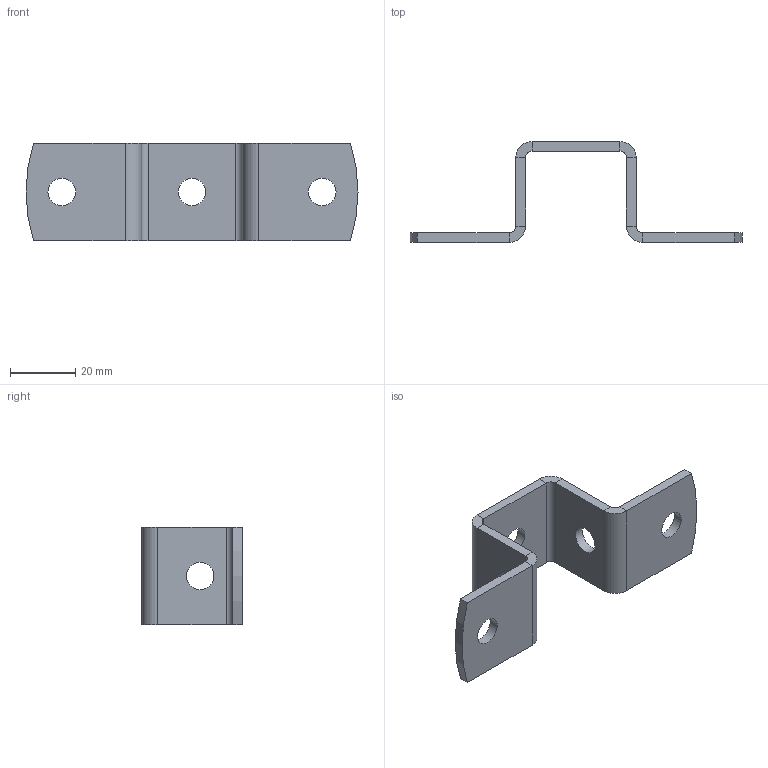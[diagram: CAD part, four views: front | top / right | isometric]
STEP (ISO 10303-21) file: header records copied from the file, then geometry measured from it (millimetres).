
FILE_DESCRIPTION((''),'2;1');
FILE_NAME('118228.stp','2010-08-31T08:33:49',('DMK009'),(''),'Autodesk Inventor 2010','Autodesk Inventor 2010','');
FILE_SCHEMA(('AUTOMOTIVE_DESIGN { 1 0 10303 214 1 1 1 1 }'));
Length unit declared in the file: millimetre
Products named in the file (1): Schienenbügel
Bounding box: 102 x 31 x 30 mm (x, y, z)
Volume: 12691.5 mm3; surface area: 9928.4 mm2
Topology: 1 solids, 1 shells, 43 faces, 92 edges, 51 vertices
Faces by surface type: plane 28, cylinder 12, bspline 3
Full cylindrical faces by diameter (mm): 8.5 x3
Entity records: 1179 total; most frequent: CARTESIAN_POINT 231, DIRECTION 198, ORIENTED_EDGE 172, EDGE_CURVE 86, AXIS2_PLACEMENT_3D 71, EDGE_LOOP 58, VECTOR 56, LINE 56
